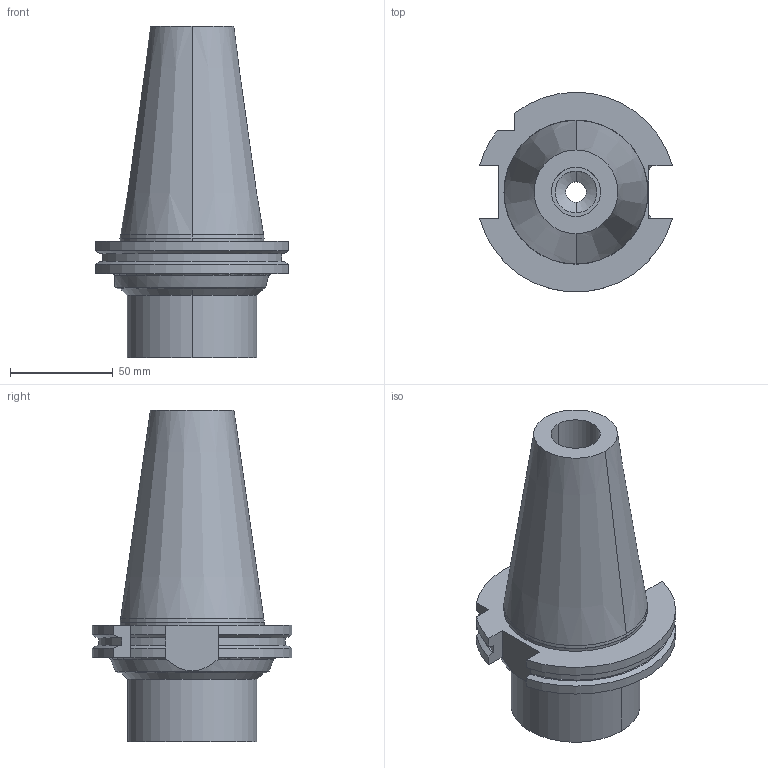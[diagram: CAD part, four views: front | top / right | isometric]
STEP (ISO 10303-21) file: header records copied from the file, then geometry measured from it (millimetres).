
FILE_DESCRIPTION((''),'2;1');
FILE_NAME('8423406378','2021-10-12T14:58:34',('thiemer'),(''),'CREO PARAMETRIC BY PTC INC, 2021164','CREO PARAMETRIC BY PTC INC, 2021164','');
FILE_SCHEMA(('AUTOMOTIVE_DESIGN { 1 0 10303 214 1 1 1 1 }'));
Length unit declared in the file: millimetre
Products named in the file (1): 8423406378
Bounding box: 94.05 x 97.31 x 161.75 mm (x, y, z)
Volume: 442781.5 mm3; surface area: 53746.5 mm2
Topology: 1 solids, 1 shells, 66 faces, 165 edges, 106 vertices
Faces by surface type: cylinder 25, plane 23, cone 16, torus 2
Entity records: 2884 total; most frequent: CARTESIAN_POINT 491, DIRECTION 376, ORIENTED_EDGE 330, PRESENTATION_STYLE_ASSIGNMENT 179, STYLED_ITEM 179, CURVE_STYLE 178, EDGE_CURVE 165, AXIS2_PLACEMENT_3D 146
